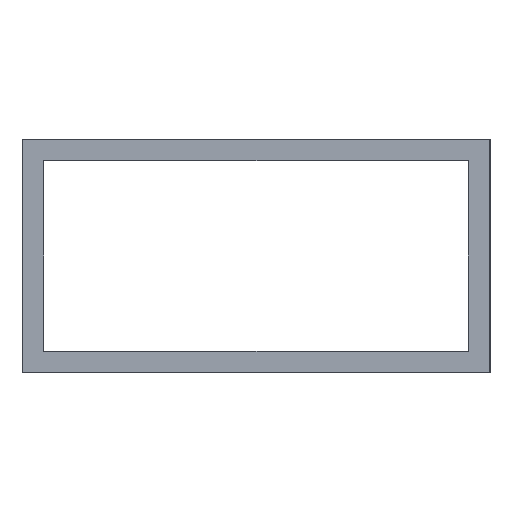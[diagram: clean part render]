
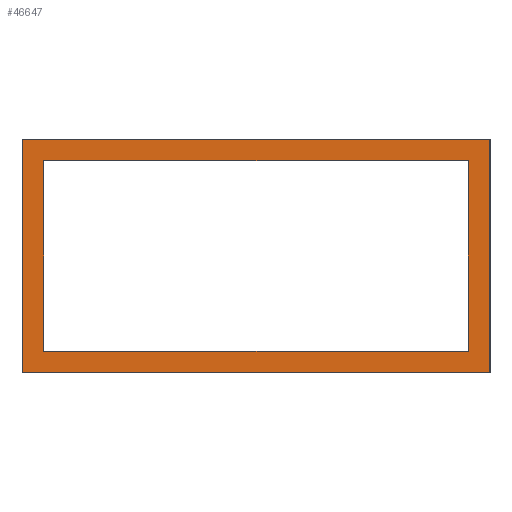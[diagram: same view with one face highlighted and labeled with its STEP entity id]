
A CAD part, left-side view. The second image highlights one B-rep face of the part: STEP entity #46647.
In plain terms, the highlighted planar face has unit normal (-1, 0, 0).
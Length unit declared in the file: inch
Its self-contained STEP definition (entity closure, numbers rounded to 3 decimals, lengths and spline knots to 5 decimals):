
#431 = DIRECTION ( 'NONE',  ( 0., 1., 0. ) ) ;
#547 = EDGE_CURVE ( 'NONE', #12866, #6415, #34032, .T. ) ;
#1406 = CARTESIAN_POINT ( 'NONE',  ( -23.5, -0.90625, 0.40625 ) ) ;
#1573 = DIRECTION ( 'NONE',  ( 0., -1., 0. ) ) ;
#1803 = CARTESIAN_POINT ( 'NONE',  ( -23.5, 0.90625, 0. ) ) ;
#3905 = CARTESIAN_POINT ( 'NONE',  ( -23.5, 0.90625, 0.40625 ) ) ;
#4893 = VERTEX_POINT ( 'NONE', #36502 ) ;
#5658 = VERTEX_POINT ( 'NONE', #21872 ) ;
#5727 = LINE ( 'NONE', #1803, #47556 ) ;
#6415 = VERTEX_POINT ( 'NONE', #54468 ) ;
#6672 = CARTESIAN_POINT ( 'NONE',  ( -23.5, -1., 0.5 ) ) ;
#6849 = LINE ( 'NONE', #44908, #50716 ) ;
#7936 = VERTEX_POINT ( 'NONE', #1406 ) ;
#8217 = CARTESIAN_POINT ( 'NONE',  ( -23.5, -1., 0.5 ) ) ;
#8557 = CARTESIAN_POINT ( 'NONE',  ( -23.5, 0., 0. ) ) ;
#9801 = VECTOR ( 'NONE', #10325, 39.37008 ) ;
#10175 = DIRECTION ( 'NONE',  ( 0., 0., 1. ) ) ;
#10325 = DIRECTION ( 'NONE',  ( 0., -1., 0. ) ) ;
#10858 = EDGE_CURVE ( 'NONE', #6415, #25792, #5727, .T. ) ;
#11410 = LINE ( 'NONE', #37447, #48449 ) ;
#11948 = EDGE_CURVE ( 'NONE', #29200, #33938, #49218, .T. ) ;
#12321 = VECTOR ( 'NONE', #29508, 39.37008 ) ;
#12754 = PLANE ( 'NONE',  #51641 ) ;
#12866 = VERTEX_POINT ( 'NONE', #32508 ) ;
#13034 = LINE ( 'NONE', #47464, #14918 ) ;
#14787 = VECTOR ( 'NONE', #20811, 39.37008 ) ;
#14887 = EDGE_CURVE ( 'NONE', #25792, #7936, #6849, .T. ) ;
#14918 = VECTOR ( 'NONE', #431, 39.37008 ) ;
#16571 = EDGE_LOOP ( 'NONE', ( #33753, #49059, #41081, #44978 ) ) ;
#16637 = LINE ( 'NONE', #8217, #12321 ) ;
#19557 = DIRECTION ( 'NONE',  ( 0., 0., -1. ) ) ;
#20348 = DIRECTION ( 'NONE',  ( 1., 0., 0. ) ) ;
#20811 = DIRECTION ( 'NONE',  ( 0., 0., 1. ) ) ;
#21872 = CARTESIAN_POINT ( 'NONE',  ( -23.5, 1., -0.5 ) ) ;
#22507 = ORIENTED_EDGE ( 'NONE', *, *, #14887, .T. ) ;
#25607 = ORIENTED_EDGE ( 'NONE', *, *, #33265, .T. ) ;
#25656 = FACE_OUTER_BOUND ( 'NONE', #16571, .T. ) ;
#25792 = VERTEX_POINT ( 'NONE', #3905 ) ;
#25909 = EDGE_LOOP ( 'NONE', ( #37156, #33298, #22507, #25607 ) ) ;
#28159 = CARTESIAN_POINT ( 'NONE',  ( -23.5, 1., 0.5 ) ) ;
#28413 = EDGE_CURVE ( 'NONE', #5658, #29200, #54100, .T. ) ;
#28656 = CARTESIAN_POINT ( 'NONE',  ( -23.5, 1., 0.5 ) ) ;
#29200 = VERTEX_POINT ( 'NONE', #28159 ) ;
#29396 = EDGE_CURVE ( 'NONE', #4893, #5658, #13034, .T. ) ;
#29508 = DIRECTION ( 'NONE',  ( 0., 0., -1. ) ) ;
#32508 = CARTESIAN_POINT ( 'NONE',  ( -23.5, -0.90625, -0.40625 ) ) ;
#33205 = FACE_BOUND ( 'NONE', #25909, .T. ) ;
#33265 = EDGE_CURVE ( 'NONE', #7936, #12866, #11410, .T. ) ;
#33298 = ORIENTED_EDGE ( 'NONE', *, *, #10858, .T. ) ;
#33753 = ORIENTED_EDGE ( 'NONE', *, *, #29396, .F. ) ;
#33938 = VERTEX_POINT ( 'NONE', #46319 ) ;
#34032 = LINE ( 'NONE', #55292, #52177 ) ;
#36502 = CARTESIAN_POINT ( 'NONE',  ( -23.5, -1., -0.5 ) ) ;
#37156 = ORIENTED_EDGE ( 'NONE', *, *, #547, .T. ) ;
#37447 = CARTESIAN_POINT ( 'NONE',  ( -23.5, -0.90625, 0. ) ) ;
#41081 = ORIENTED_EDGE ( 'NONE', *, *, #11948, .F. ) ;
#42718 = DIRECTION ( 'NONE',  ( 0., 0., -1. ) ) ;
#44908 = CARTESIAN_POINT ( 'NONE',  ( -23.5, 0., 0.40625 ) ) ;
#44978 = ORIENTED_EDGE ( 'NONE', *, *, #28413, .F. ) ;
#46319 = CARTESIAN_POINT ( 'NONE',  ( -23.5, -1., 0.5 ) ) ;
#46647 = ADVANCED_FACE ( 'NONE', ( #25656, #33205 ), #12754, .F. ) ;
#47090 = EDGE_CURVE ( 'NONE', #33938, #4893, #16637, .T. ) ;
#47460 = DIRECTION ( 'NONE',  ( 0., 1., 0. ) ) ;
#47464 = CARTESIAN_POINT ( 'NONE',  ( -23.5, -1., -0.5 ) ) ;
#47556 = VECTOR ( 'NONE', #10175, 39.37008 ) ;
#48449 = VECTOR ( 'NONE', #19557, 39.37008 ) ;
#49059 = ORIENTED_EDGE ( 'NONE', *, *, #47090, .F. ) ;
#49218 = LINE ( 'NONE', #6672, #9801 ) ;
#50716 = VECTOR ( 'NONE', #1573, 39.37008 ) ;
#51641 = AXIS2_PLACEMENT_3D ( 'NONE', #8557, #20348, #42718 ) ;
#52177 = VECTOR ( 'NONE', #47460, 39.37008 ) ;
#54100 = LINE ( 'NONE', #28656, #14787 ) ;
#54468 = CARTESIAN_POINT ( 'NONE',  ( -23.5, 0.90625, -0.40625 ) ) ;
#55292 = CARTESIAN_POINT ( 'NONE',  ( -23.5, 0., -0.40625 ) ) ;
